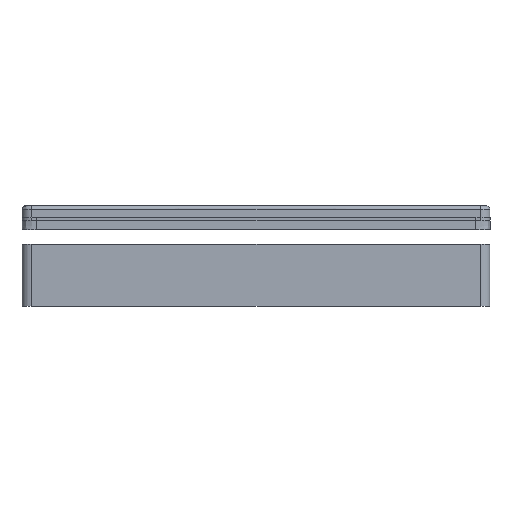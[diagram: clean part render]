
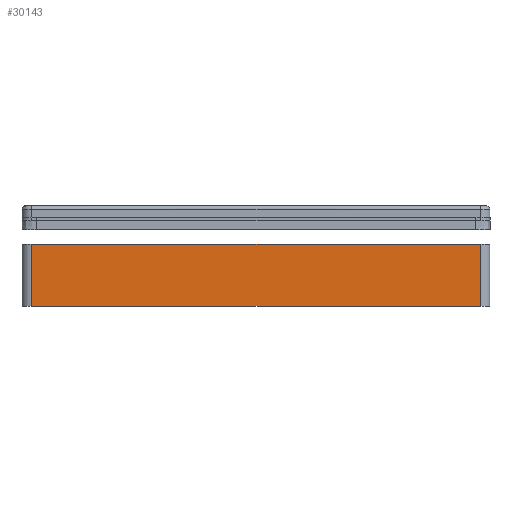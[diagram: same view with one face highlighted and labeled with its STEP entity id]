
A CAD part, front view. The second image highlights one B-rep face of the part: STEP entity #30143.
In plain terms, the highlighted planar face has unit normal (0, -1, 0).
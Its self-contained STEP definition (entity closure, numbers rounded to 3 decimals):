
#3142=PLANE('',#31884);
#3834=FACE_OUTER_BOUND('',#5551,.T.);
#5551=EDGE_LOOP('',(#20711,#20712,#20713,#20714));
#7434=LINE('',#37043,#10085);
#7447=LINE('',#37083,#10098);
#7448=LINE('',#37086,#10099);
#7449=LINE('',#37087,#10100);
#10085=VECTOR('',#32723,10.);
#10098=VECTOR('',#32758,10.);
#10099=VECTOR('',#32761,10.);
#10100=VECTOR('',#32762,10.);
#12829=VERTEX_POINT('',#37040);
#12830=VERTEX_POINT('',#37042);
#12846=VERTEX_POINT('',#37081);
#12847=VERTEX_POINT('',#37085);
#15969=EDGE_CURVE('',#12829,#12830,#7434,.T.);
#15990=EDGE_CURVE('',#12846,#12829,#7447,.T.);
#15991=EDGE_CURVE('',#12847,#12846,#7448,.T.);
#15992=EDGE_CURVE('',#12830,#12847,#7449,.T.);
#20711=ORIENTED_EDGE('',*,*,#15990,.F.);
#20712=ORIENTED_EDGE('',*,*,#15991,.F.);
#20713=ORIENTED_EDGE('',*,*,#15992,.F.);
#20714=ORIENTED_EDGE('',*,*,#15969,.F.);
#30143=ADVANCED_FACE('',(#3834),#3142,.T.);
#31884=AXIS2_PLACEMENT_3D('',#37084,#32759,#32760);
#32723=DIRECTION('',(1.,0.,0.));
#32758=DIRECTION('',(0.,0.,1.));
#32759=DIRECTION('center_axis',(0.,-1.,0.));
#32760=DIRECTION('ref_axis',(1.,0.,0.));
#32761=DIRECTION('',(-1.,0.,0.));
#32762=DIRECTION('',(0.,0.,-1.));
#37040=CARTESIAN_POINT('',(-5.5,-103.5,13.));
#37042=CARTESIAN_POINT('',(88.5,-103.5,13.));
#37043=CARTESIAN_POINT('',(90.5,-103.5,13.));
#37081=CARTESIAN_POINT('',(-5.5,-103.5,0.));
#37083=CARTESIAN_POINT('',(-5.5,-103.5,0.));
#37084=CARTESIAN_POINT('Origin',(-7.5,-103.5,0.));
#37085=CARTESIAN_POINT('',(88.5,-103.5,0.));
#37086=CARTESIAN_POINT('',(90.5,-103.5,0.));
#37087=CARTESIAN_POINT('',(88.5,-103.5,0.));
